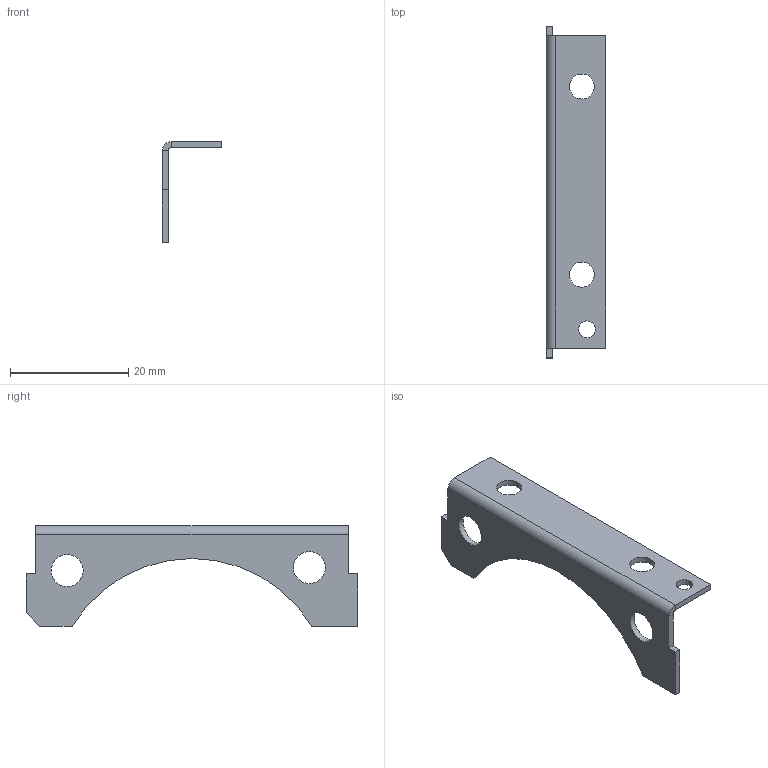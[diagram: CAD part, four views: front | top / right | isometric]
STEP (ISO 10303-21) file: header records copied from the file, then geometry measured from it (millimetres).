
FILE_DESCRIPTION(/* description */ (''),/* implementation_level */ '2;1');
FILE_NAME(/* name */ '118-00-11854.ipt.step',/* time_stamp */ '2014-01-07T11:18:46-08:00',/* author */ ('Philip'),/* organization */ (''),/* preprocessor_version */ 'ST-DEVELOPER v15.2',/* originating_system */ 'Autodesk Inventor 2014',/* authorisation */ '');
FILE_SCHEMA (('AUTOMOTIVE_DESIGN { 1 0 10303 214 3 1 1 }'));
Length unit declared in the file: inch
Products named in the file (1): 118-00-11854
Bounding box: 10.06 x 56.03 x 16.97 mm (x, y, z)
Volume: 983.2 mm3; surface area: 2178.6 mm2
Topology: 1 solids, 1 shells, 26 faces, 64 edges, 40 vertices
Faces by surface type: plane 18, cylinder 8
Full cylindrical faces by diameter (mm): 2.819 x1, 4.216 x2, 5.41 x2
Entity records: 778 total; most frequent: DIRECTION 129, CARTESIAN_POINT 126, ORIENTED_EDGE 118, EDGE_CURVE 59, LINE 43, VECTOR 43, AXIS2_PLACEMENT_3D 43, EDGE_LOOP 41
